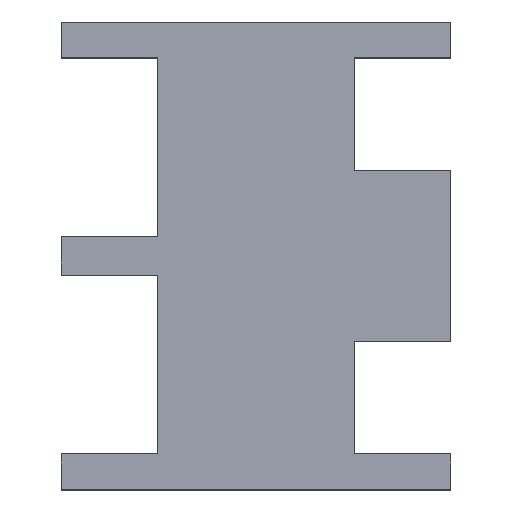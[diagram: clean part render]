
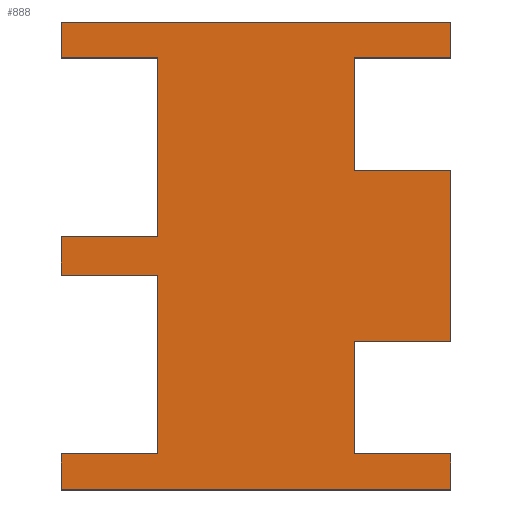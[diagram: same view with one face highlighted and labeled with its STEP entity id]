
A CAD part, top view. The second image highlights one B-rep face of the part: STEP entity #888.
In plain terms, the highlighted planar face has unit normal (0, 0, 1).
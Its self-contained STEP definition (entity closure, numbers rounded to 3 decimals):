
#177=DIRECTION('',(0.,-1.,0.));
#178=VECTOR('',#177,2.3);
#179=CARTESIAN_POINT('',(-12.5,15.,13.));
#180=LINE('',#179,#178);
#181=DIRECTION('',(-1.,0.,0.));
#182=VECTOR('',#181,25.);
#183=CARTESIAN_POINT('',(12.5,15.,13.));
#184=LINE('',#183,#182);
#185=DIRECTION('',(0.,1.,0.));
#186=VECTOR('',#185,2.3);
#187=CARTESIAN_POINT('',(12.5,12.7,13.));
#188=LINE('',#187,#186);
#189=DIRECTION('',(1.,0.,0.));
#190=VECTOR('',#189,6.2);
#191=CARTESIAN_POINT('',(6.3,12.7,13.));
#192=LINE('',#191,#190);
#193=DIRECTION('',(0.,1.,0.));
#194=VECTOR('',#193,7.2);
#195=CARTESIAN_POINT('',(6.3,5.5,13.));
#196=LINE('',#195,#194);
#197=DIRECTION('',(-1.,0.,0.));
#198=VECTOR('',#197,6.2);
#199=CARTESIAN_POINT('',(12.5,5.5,13.));
#200=LINE('',#199,#198);
#201=DIRECTION('',(0.,1.,0.));
#202=VECTOR('',#201,11.);
#203=CARTESIAN_POINT('',(12.5,-5.5,13.));
#204=LINE('',#203,#202);
#205=DIRECTION('',(1.,0.,0.));
#206=VECTOR('',#205,6.2);
#207=CARTESIAN_POINT('',(6.3,-5.5,13.));
#208=LINE('',#207,#206);
#209=DIRECTION('',(0.,1.,0.));
#210=VECTOR('',#209,7.2);
#211=CARTESIAN_POINT('',(6.3,-12.7,13.));
#212=LINE('',#211,#210);
#213=DIRECTION('',(-1.,0.,0.));
#214=VECTOR('',#213,6.2);
#215=CARTESIAN_POINT('',(12.5,-12.7,13.));
#216=LINE('',#215,#214);
#217=DIRECTION('',(0.,1.,0.));
#218=VECTOR('',#217,2.3);
#219=CARTESIAN_POINT('',(12.5,-15.,13.));
#220=LINE('',#219,#218);
#221=DIRECTION('',(1.,0.,0.));
#222=VECTOR('',#221,25.);
#223=CARTESIAN_POINT('',(-12.5,-15.,13.));
#224=LINE('',#223,#222);
#225=DIRECTION('',(0.,-1.,0.));
#226=VECTOR('',#225,2.3);
#227=CARTESIAN_POINT('',(-12.5,-12.7,13.));
#228=LINE('',#227,#226);
#229=DIRECTION('',(-1.,0.,0.));
#230=VECTOR('',#229,6.2);
#231=CARTESIAN_POINT('',(-6.3,-12.7,13.));
#232=LINE('',#231,#230);
#233=DIRECTION('',(0.,-1.,0.));
#234=VECTOR('',#233,11.45);
#235=CARTESIAN_POINT('',(-6.3,-1.25,13.));
#236=LINE('',#235,#234);
#237=DIRECTION('',(1.,0.,0.));
#238=VECTOR('',#237,6.2);
#239=CARTESIAN_POINT('',(-12.5,-1.25,13.));
#240=LINE('',#239,#238);
#241=DIRECTION('',(0.,-1.,0.));
#242=VECTOR('',#241,2.5);
#243=CARTESIAN_POINT('',(-12.5,1.25,13.));
#244=LINE('',#243,#242);
#245=DIRECTION('',(-1.,0.,0.));
#246=VECTOR('',#245,6.2);
#247=CARTESIAN_POINT('',(-6.3,1.25,13.));
#248=LINE('',#247,#246);
#249=DIRECTION('',(0.,-1.,0.));
#250=VECTOR('',#249,11.45);
#251=CARTESIAN_POINT('',(-6.3,12.7,13.));
#252=LINE('',#251,#250);
#253=DIRECTION('',(1.,0.,0.));
#254=VECTOR('',#253,6.2);
#255=CARTESIAN_POINT('',(-12.5,12.7,13.));
#256=LINE('',#255,#254);
#425=CARTESIAN_POINT('',(-12.5,15.,13.));
#426=CARTESIAN_POINT('',(-12.5,12.7,13.));
#427=VERTEX_POINT('',#425);
#428=VERTEX_POINT('',#426);
#429=CARTESIAN_POINT('',(-6.3,12.7,13.));
#430=VERTEX_POINT('',#429);
#431=CARTESIAN_POINT('',(-6.3,1.25,13.));
#432=VERTEX_POINT('',#431);
#433=CARTESIAN_POINT('',(-12.5,1.25,13.));
#434=VERTEX_POINT('',#433);
#435=CARTESIAN_POINT('',(-12.5,-1.25,13.));
#436=VERTEX_POINT('',#435);
#437=CARTESIAN_POINT('',(-6.3,-1.25,13.));
#438=VERTEX_POINT('',#437);
#439=CARTESIAN_POINT('',(-6.3,-12.7,13.));
#440=VERTEX_POINT('',#439);
#441=CARTESIAN_POINT('',(-12.5,-12.7,13.));
#442=VERTEX_POINT('',#441);
#443=CARTESIAN_POINT('',(-12.5,-15.,13.));
#444=VERTEX_POINT('',#443);
#445=CARTESIAN_POINT('',(12.5,-15.,13.));
#446=VERTEX_POINT('',#445);
#447=CARTESIAN_POINT('',(12.5,-12.7,13.));
#448=VERTEX_POINT('',#447);
#449=CARTESIAN_POINT('',(6.3,-12.7,13.));
#450=VERTEX_POINT('',#449);
#451=CARTESIAN_POINT('',(6.3,-5.5,13.));
#452=VERTEX_POINT('',#451);
#453=CARTESIAN_POINT('',(12.5,-5.5,13.));
#454=VERTEX_POINT('',#453);
#455=CARTESIAN_POINT('',(12.5,5.5,13.));
#456=VERTEX_POINT('',#455);
#457=CARTESIAN_POINT('',(6.3,5.5,13.));
#458=VERTEX_POINT('',#457);
#459=CARTESIAN_POINT('',(6.3,12.7,13.));
#460=VERTEX_POINT('',#459);
#461=CARTESIAN_POINT('',(12.5,12.7,13.));
#462=VERTEX_POINT('',#461);
#463=CARTESIAN_POINT('',(12.5,15.,13.));
#464=VERTEX_POINT('',#463);
#861=CARTESIAN_POINT('',(0.,0.,13.));
#862=DIRECTION('',(0.,0.,1.));
#863=DIRECTION('',(1.,0.,0.));
#864=AXIS2_PLACEMENT_3D('',#861,#862,#863);
#865=PLANE('',#864);
#866=ORIENTED_EDGE('',*,*,#589,.F.);
#867=ORIENTED_EDGE('',*,*,#604,.F.);
#868=ORIENTED_EDGE('',*,*,#618,.F.);
#869=ORIENTED_EDGE('',*,*,#632,.F.);
#870=ORIENTED_EDGE('',*,*,#646,.F.);
#871=ORIENTED_EDGE('',*,*,#660,.F.);
#872=ORIENTED_EDGE('',*,*,#674,.F.);
#873=ORIENTED_EDGE('',*,*,#688,.F.);
#874=ORIENTED_EDGE('',*,*,#702,.F.);
#875=ORIENTED_EDGE('',*,*,#716,.F.);
#876=ORIENTED_EDGE('',*,*,#730,.F.);
#877=ORIENTED_EDGE('',*,*,#744,.F.);
#878=ORIENTED_EDGE('',*,*,#758,.F.);
#879=ORIENTED_EDGE('',*,*,#772,.F.);
#880=ORIENTED_EDGE('',*,*,#786,.F.);
#881=ORIENTED_EDGE('',*,*,#800,.F.);
#882=ORIENTED_EDGE('',*,*,#814,.F.);
#883=ORIENTED_EDGE('',*,*,#828,.F.);
#884=ORIENTED_EDGE('',*,*,#842,.F.);
#885=ORIENTED_EDGE('',*,*,#855,.F.);
#886=EDGE_LOOP('',(#866,#867,#868,#869,#870,#871,#872,#873,#874,#875,#876,#877,
#878,#879,#880,#881,#882,#883,#884,#885));
#887=FACE_OUTER_BOUND('',#886,.F.);
#888=ADVANCED_FACE('',(#887),#865,.T.);
#589=EDGE_CURVE('',#427,#428,#180,.T.);
#604=EDGE_CURVE('',#464,#427,#184,.T.);
#618=EDGE_CURVE('',#462,#464,#188,.T.);
#632=EDGE_CURVE('',#460,#462,#192,.T.);
#646=EDGE_CURVE('',#458,#460,#196,.T.);
#660=EDGE_CURVE('',#456,#458,#200,.T.);
#674=EDGE_CURVE('',#454,#456,#204,.T.);
#688=EDGE_CURVE('',#452,#454,#208,.T.);
#702=EDGE_CURVE('',#450,#452,#212,.T.);
#716=EDGE_CURVE('',#448,#450,#216,.T.);
#730=EDGE_CURVE('',#446,#448,#220,.T.);
#744=EDGE_CURVE('',#444,#446,#224,.T.);
#758=EDGE_CURVE('',#442,#444,#228,.T.);
#772=EDGE_CURVE('',#440,#442,#232,.T.);
#786=EDGE_CURVE('',#438,#440,#236,.T.);
#800=EDGE_CURVE('',#436,#438,#240,.T.);
#814=EDGE_CURVE('',#434,#436,#244,.T.);
#828=EDGE_CURVE('',#432,#434,#248,.T.);
#842=EDGE_CURVE('',#430,#432,#252,.T.);
#855=EDGE_CURVE('',#428,#430,#256,.T.);
